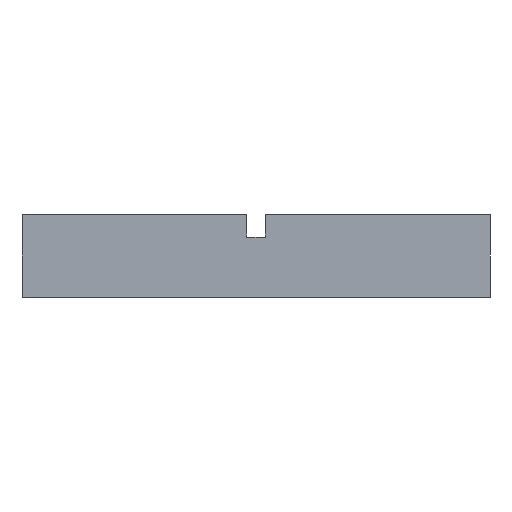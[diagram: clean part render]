
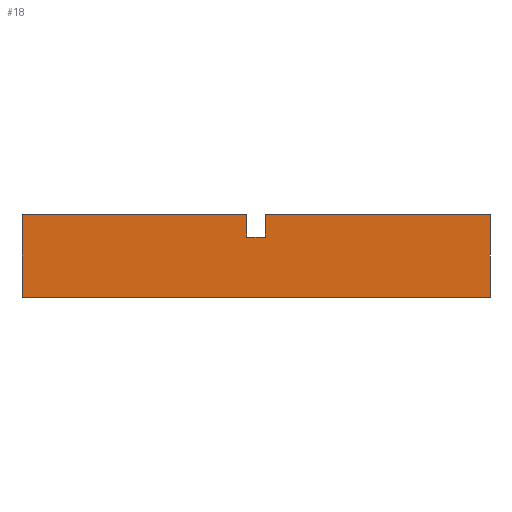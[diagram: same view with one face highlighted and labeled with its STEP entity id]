
A CAD part, front view. The second image highlights one B-rep face of the part: STEP entity #18.
In plain terms, the highlighted planar face has unit normal (0, -1, 0).
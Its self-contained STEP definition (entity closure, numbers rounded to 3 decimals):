
#18=ADVANCED_FACE('',(#28),#160,.T.);
#28=FACE_OUTER_BOUND('',#38,.T.);
#38=EDGE_LOOP('',(#64,#65,#66,#67,#68,#69,#70,#71));
#64=ORIENTED_EDGE('',*,*,#108,.T.);
#65=ORIENTED_EDGE('',*,*,#109,.T.);
#66=ORIENTED_EDGE('',*,*,#110,.T.);
#67=ORIENTED_EDGE('',*,*,#111,.T.);
#68=ORIENTED_EDGE('',*,*,#106,.T.);
#69=ORIENTED_EDGE('',*,*,#112,.T.);
#70=ORIENTED_EDGE('',*,*,#98,.F.);
#71=ORIENTED_EDGE('',*,*,#94,.T.);
#94=EDGE_CURVE('',#143,#142,#118,.T.);
#98=EDGE_CURVE('',#143,#144,#122,.T.);
#106=EDGE_CURVE('',#152,#151,#130,.T.);
#108=EDGE_CURVE('',#142,#153,#132,.T.);
#109=EDGE_CURVE('',#153,#154,#133,.T.);
#110=EDGE_CURVE('',#154,#155,#134,.T.);
#111=EDGE_CURVE('',#155,#152,#135,.T.);
#112=EDGE_CURVE('',#151,#144,#136,.T.);
#118=B_SPLINE_CURVE_WITH_KNOTS('',1,(#310,#311),.UNSPECIFIED.,.F.,.F.,(2,
2),(-25.9,0.),.UNSPECIFIED.);
#122=B_SPLINE_CURVE_WITH_KNOTS('',1,(#318,#319),.UNSPECIFIED.,.F.,.F.,(2,
2),(0.,9.6),.UNSPECIFIED.);
#130=B_SPLINE_CURVE_WITH_KNOTS('',1,(#334,#335),.UNSPECIFIED.,.F.,.F.,(2,
2),(-9.6,0.),.UNSPECIFIED.);
#132=B_SPLINE_CURVE_WITH_KNOTS('',1,(#338,#339),.UNSPECIFIED.,.F.,.F.,(2,
2),(0.,2.6),.UNSPECIFIED.);
#133=B_SPLINE_CURVE_WITH_KNOTS('',1,(#340,#341),.UNSPECIFIED.,.F.,.F.,(2,
2),(0.,2.2),.UNSPECIFIED.);
#134=B_SPLINE_CURVE_WITH_KNOTS('',1,(#342,#343),.UNSPECIFIED.,.F.,.F.,(2,
2),(0.,2.6),.UNSPECIFIED.);
#135=B_SPLINE_CURVE_WITH_KNOTS('',1,(#344,#345),.UNSPECIFIED.,.F.,.F.,(2,
2),(0.,25.9),.UNSPECIFIED.);
#136=B_SPLINE_CURVE_WITH_KNOTS('',1,(#346,#347),.UNSPECIFIED.,.F.,.F.,(2,
2),(0.,54.),.UNSPECIFIED.);
#142=VERTEX_POINT('',#292);
#143=VERTEX_POINT('',#293);
#144=VERTEX_POINT('',#294);
#151=VERTEX_POINT('',#301);
#152=VERTEX_POINT('',#302);
#153=VERTEX_POINT('',#303);
#154=VERTEX_POINT('',#304);
#155=VERTEX_POINT('',#305);
#160=PLANE('',#258);
#258=AXIS2_PLACEMENT_3D('',#284,#271,$);
#271=DIRECTION('',(0.,-1.,0.));
#284=CARTESIAN_POINT('',(-86.766,-262.625,39.9));
#292=CARTESIAN_POINT('',(-58.516,-262.625,49.5));
#293=CARTESIAN_POINT('',(-32.466,-262.625,49.5));
#294=CARTESIAN_POINT('',(-32.466,-262.625,39.9));
#301=CARTESIAN_POINT('',(-86.766,-262.625,39.9));
#302=CARTESIAN_POINT('',(-86.766,-262.625,49.5));
#303=CARTESIAN_POINT('',(-58.516,-262.625,46.9));
#304=CARTESIAN_POINT('',(-60.716,-262.625,46.9));
#305=CARTESIAN_POINT('',(-60.716,-262.625,49.5));
#310=CARTESIAN_POINT('',(-32.466,-262.625,49.5));
#311=CARTESIAN_POINT('',(-58.516,-262.625,49.5));
#318=CARTESIAN_POINT('',(-32.466,-262.625,49.5));
#319=CARTESIAN_POINT('',(-32.466,-262.625,39.9));
#334=CARTESIAN_POINT('',(-86.766,-262.625,49.5));
#335=CARTESIAN_POINT('',(-86.766,-262.625,39.9));
#338=CARTESIAN_POINT('',(-58.516,-262.625,49.5));
#339=CARTESIAN_POINT('',(-58.516,-262.625,46.9));
#340=CARTESIAN_POINT('',(-58.516,-262.625,46.9));
#341=CARTESIAN_POINT('',(-60.716,-262.625,46.9));
#342=CARTESIAN_POINT('',(-60.716,-262.625,46.9));
#343=CARTESIAN_POINT('',(-60.716,-262.625,49.5));
#344=CARTESIAN_POINT('',(-60.716,-262.625,49.5));
#345=CARTESIAN_POINT('',(-86.766,-262.625,49.5));
#346=CARTESIAN_POINT('',(-86.766,-262.625,39.9));
#347=CARTESIAN_POINT('',(-32.466,-262.625,39.9));
